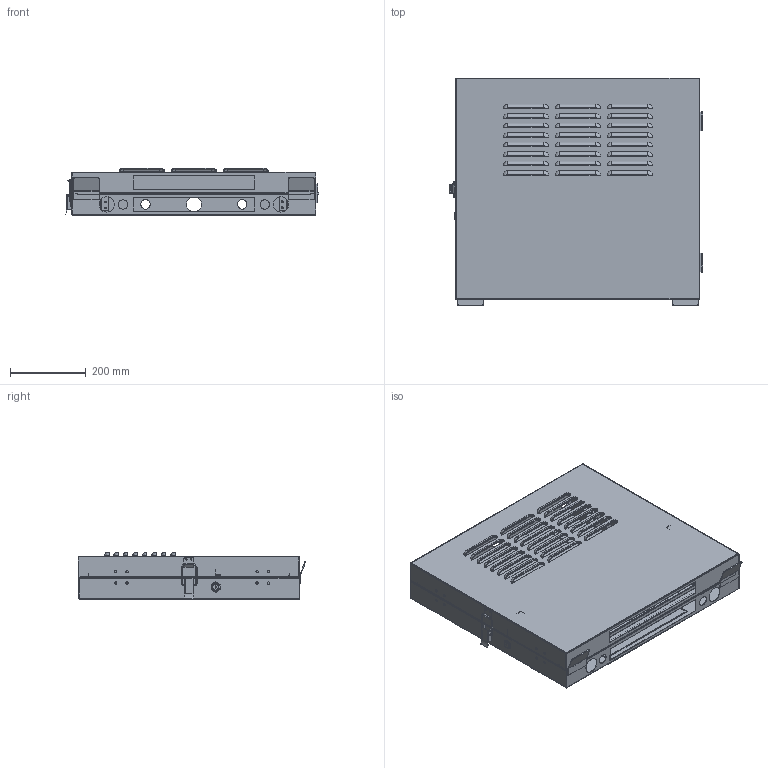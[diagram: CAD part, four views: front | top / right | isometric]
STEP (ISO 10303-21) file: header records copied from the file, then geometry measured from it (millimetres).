
FILE_DESCRIPTION (( 'STEP AP214' ), '1' );
FILE_NAME ('SMC-F2U400-WT_3D.step', '2024-03-04T16:52:24', ( '' ), ( '' ), 'SwSTEP 2.0', 'SolidWorks 2022', '' );
FILE_SCHEMA (( 'AUTOMOTIVE_DESIGN' ));
Length unit declared in the file: inch
Products named in the file (24): SM_PATCH BRKT, 2U, RIGHT; SM_LOCK MECHANISM; SM_MNT RAIL, HORIZONTAL, 2U; SM_DOOR ASSY, 2U X 400mm X 26; SM_PNL MNT BRKT, 2U, RIGHT; SM_607-1A; SMC-F2U400-WT_3D; SM_607-1B; SM_MNT BRKT, LEFT, 2U, 400mm; SM_2U_DOOR_GUSSET; SM_LOCKING CAM; SM_ENCLOSURE BASE ASSY, 2U X 400mm X 26; SM_DOOR, 2U X 400mm X 26; SM_BACK_SUPPORT; SM_LATCH PLATE; SM_PNL MNT BRKT, 2U, LEFT; SM_M5-1N; SM_LOCK ASSY; SM_MNT BRKT, RIGHT, 2U, 400mm; SM_LATCH ASSY, 2U; SM_LEAD_IN_PLATE; SM_2U HINGE; SM_ENCLOSURE BASE, 2U X 400mm X 26; SM_PATCH BRKT, 2U, LEFT
Assembly tree (47 placements, depth 4):
  SMC-F2U400-WT_3D
    SM_DOOR ASSY, 2U X 400mm X 26
      SM_DOOR, 2U X 400mm X 26
      SM_2U_DOOR_GUSSET  x2
      SM_LATCH PLATE
    SM_ENCLOSURE BASE ASSY, 2U X 400mm X 26
      SM_ENCLOSURE BASE, 2U X 400mm X 26
      SM_BACK_SUPPORT  x2
      SM_PATCH BRKT, 2U, LEFT
      SM_PNL MNT BRKT, 2U, LEFT
      SM_MNT RAIL, HORIZONTAL, 2U  x2
      SM_MNT BRKT, LEFT, 2U, 400mm
      SM_LATCH ASSY, 2U
        SM_607-1A
        SM_607-1B
      SM_LEAD_IN_PLATE  x2
      SM_LOCK ASSY
        SM_LOCK MECHANISM
        SM_LOCKING CAM
      SM_M5-1N  x20
      SM_PATCH BRKT, 2U, RIGHT
      SM_PNL MNT BRKT, 2U, RIGHT
      SM_2U HINGE  x2
      SM_MNT BRKT, RIGHT, 2U, 400mm
Bounding box: 666.87 x 599.14 x 124.78 mm (x, y, z)
Volume: 2006149 mm3; surface area: 2650126.6 mm2
Topology: 41 solids, 52 shells, 2020 faces, 5510 edges, 3592 vertices
Faces by surface type: cylinder 975, plane 879, bspline 163, cone 2, sphere 1
Entity records: 95118 total; most frequent: CARTESIAN_POINT 30386, ORIENTED_EDGE 9481, DIRECTION 8660, EDGE_CURVE 4780, VERTEX_POINT 3104, AXIS2_PLACEMENT_3D 3031, LINE 2598, VECTOR 2598
